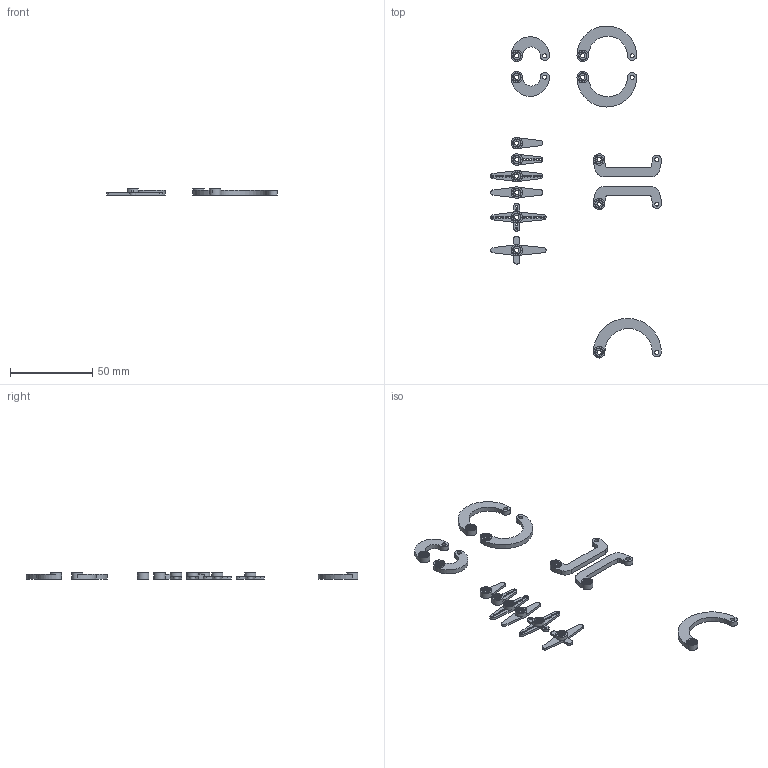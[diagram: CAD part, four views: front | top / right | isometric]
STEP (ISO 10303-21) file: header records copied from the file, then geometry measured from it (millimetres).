
FILE_DESCRIPTION(/* description */ (''),/* implementation_level */ '2;1');
FILE_NAME(/* name */ 'SG90_Servo_Horn.step',/* time_stamp */ '2024-06-15T13:28:10+02:00',/* author */ (''),/* organization */ (''),/* preprocessor_version */ 'ST-DEVELOPER v20',/* originating_system */ 'Autodesk Translation Framework v13.14.0.145',/* authorisation */ '');
FILE_SCHEMA (('AUTOMOTIVE_DESIGN { 1 0 10303 214 3 1 1 }'));
Length unit declared in the file: millimetre
Products named in the file (1): SG90_Servo_Horn
Bounding box: 103.59 x 201.55 x 3.82 mm (x, y, z)
Volume: 7078.1 mm3; surface area: 9877.3 mm2
Topology: 13 solids, 13 shells, 1076 faces, 3091 edges, 2062 vertices
Faces by surface type: plane 638, cylinder 434, bspline 4
Full cylindrical faces by diameter (mm): 1.2 x35, 2.5 x7, 2.6 x13, 5.25 x4, 6.9 x13
Entity records: 35730 total; most frequent: CARTESIAN_POINT 6452, ORIENTED_EDGE 6174, DIRECTION 6075, EDGE_CURVE 3087, LINE 2229, VECTOR 2229, VERTEX_POINT 2060, AXIS2_PLACEMENT_3D 1923
